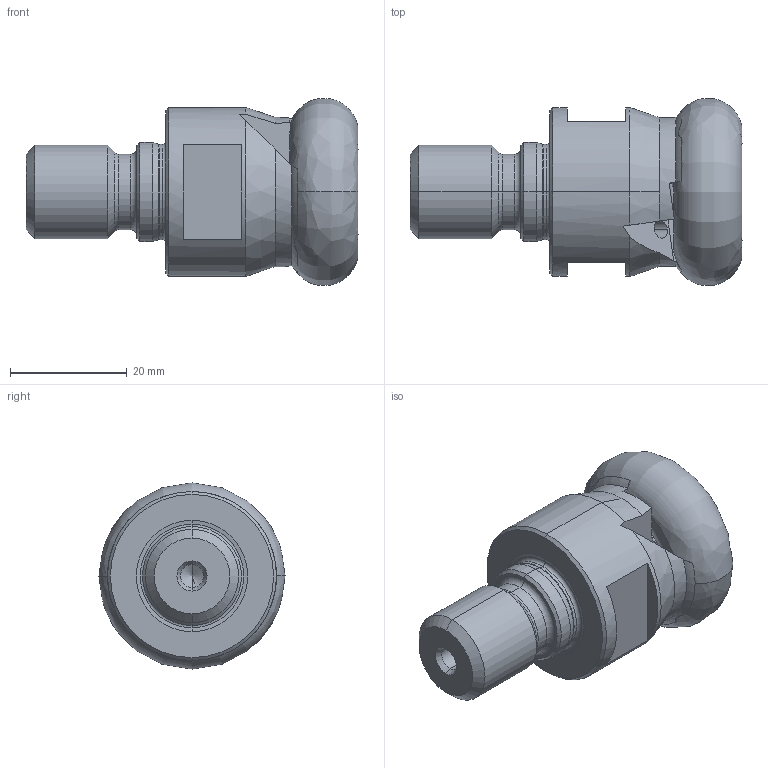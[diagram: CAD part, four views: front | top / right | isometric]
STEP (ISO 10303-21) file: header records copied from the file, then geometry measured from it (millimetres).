
FILE_DESCRIPTION (( 'STEP AP214' ), '1' );
FILE_NAME ('ESF_32_M16_124_2.STEP', '2016-09-06T14:18:40', ( '' ), ( '' ), 'SwSTEP 2.0', 'SolidWorks 2016', '' );
FILE_SCHEMA (( 'AUTOMOTIVE_DESIGN' ));
Length unit declared in the file: millimetre
Products named in the file (1): ESF_32_M16_124_2
Bounding box: 56.98 x 31.95 x 31.95 mm (x, y, z)
Volume: 24078.4 mm3; surface area: 6879.7 mm2
Topology: 1 solids, 1 shells, 86 faces, 233 edges, 144 vertices
Faces by surface type: cylinder 29, plane 24, cone 19, torus 10, bspline 4
Entity records: 4579 total; most frequent: CARTESIAN_POINT 2399, ORIENTED_EDGE 462, DIRECTION 418, EDGE_CURVE 231, AXIS2_PLACEMENT_3D 177, VERTEX_POINT 144, CIRCLE 94, EDGE_LOOP 91
